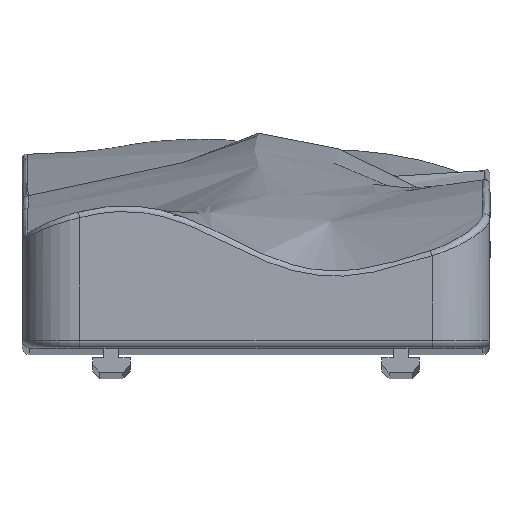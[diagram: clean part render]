
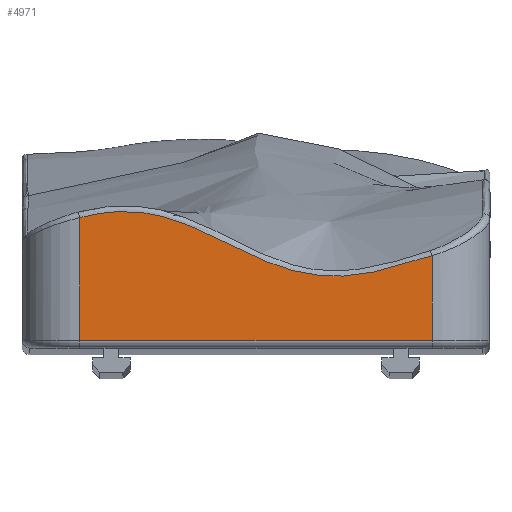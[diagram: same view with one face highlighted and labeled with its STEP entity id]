
A CAD part, top view. The second image highlights one B-rep face of the part: STEP entity #4971.
In plain terms, the highlighted planar face has unit normal (0, 0, 1).
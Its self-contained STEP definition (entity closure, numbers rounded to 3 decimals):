
#20 = CARTESIAN_POINT ( 'NONE',  ( -7.7, 50.85, 1000. ) ) ;
#67 = LINE ( 'NONE', #3405, #2915 ) ;
#85 = CARTESIAN_POINT ( 'NONE',  ( -121.38, 113.904, 1000. ) ) ;
#131 = DIRECTION ( 'NONE',  ( 0., 1., 0. ) ) ;
#243 = ORIENTED_EDGE ( 'NONE', *, *, #2313, .T. ) ;
#336 = CARTESIAN_POINT ( 'NONE',  ( 20.912, 39.704, 1000. ) ) ;
#369 = CARTESIAN_POINT ( 'NONE',  ( 12.338, 42.256, 1000. ) ) ;
#378 = VERTEX_POINT ( 'NONE', #2395 ) ;
#518 = CARTESIAN_POINT ( 'NONE',  ( -71.614, 70.858, 1000. ) ) ;
#551 = CARTESIAN_POINT ( 'NONE',  ( -56.538, 69.944, 1000. ) ) ;
#684 = VERTEX_POINT ( 'NONE', #4936 ) ;
#764 = CARTESIAN_POINT ( 'NONE',  ( 91.38, 4., 1000. ) ) ;
#802 = CARTESIAN_POINT ( 'NONE',  ( 29.606, 37.92, 1000. ) ) ;
#838 = CARTESIAN_POINT ( 'NONE',  ( 91.38, 47.955, 1000. ) ) ;
#877 = FACE_OUTER_BOUND ( 'NONE', #4000, .T. ) ;
#929 = EDGE_CURVE ( 'NONE', #2617, #2495, #1264, .T. ) ;
#933 = CARTESIAN_POINT ( 'NONE',  ( -59.559, 70.35, 1000. ) ) ;
#992 = CARTESIAN_POINT ( 'NONE',  ( -36.424, 64.385, 1000. ) ) ;
#1133 = ORIENTED_EDGE ( 'NONE', *, *, #5553, .T. ) ;
#1264 = LINE ( 'NONE', #2695, #4357 ) ;
#1273 = CARTESIAN_POINT ( 'NONE',  ( 47.268, 37.463, 1000. ) ) ;
#1340 = CARTESIAN_POINT ( 'NONE',  ( 61.011, 39.344, 1000. ) ) ;
#1488 = CARTESIAN_POINT ( 'NONE',  ( -63.594, 70.72, 1000. ) ) ;
#1518 = CARTESIAN_POINT ( 'NONE',  ( -91.38, 67.662, 1000. ) ) ;
#1735 = CARTESIAN_POINT ( 'NONE',  ( 55.164, 38.35, 1000. ) ) ;
#1767 = CARTESIAN_POINT ( 'NONE',  ( 37.411, 37.213, 1000. ) ) ;
#1894 = CARTESIAN_POINT ( 'NONE',  ( -60.57, 70.458, 1000. ) ) ;
#1922 = CARTESIAN_POINT ( 'NONE',  ( -29.128, 61.304, 1000. ) ) ;
#2148 = ORIENTED_EDGE ( 'NONE', *, *, #5809, .T. ) ;
#2244 = ORIENTED_EDGE ( 'NONE', *, *, #929, .T. ) ;
#2313 = EDGE_CURVE ( 'NONE', #378, #2617, #5273, .T. ) ;
#2334 = B_SPLINE_CURVE_WITH_KNOTS ( 'NONE', 3,
 ( #838, #4111, #5114, #6019, #3240, #3641, #1340, #1735, #2806, #2739, #5546, #1273, #5077, #3173, #1767, #802, #4716, #336, #3675, #3205, #4650, #5149, #369, #5614, #5765, #5829, #20, #2894, #2451, #5270, #1922, #992, #4832, #3299, #2925, #551, #4330, #933, #1894, #1488, #5212, #518, #3802, #5735, #3830, #1518 ),
 .UNSPECIFIED., .F., .F.,
 ( 4, 2, 2, 2, 2, 2, 2, 2, 2, 2, 2, 2, 2, 2, 2, 2, 2, 2, 2, 2, 2, 2, 4 ),
 ( 0., 0.012, 0.024, 0.035, 0.041, 0.044, 0.047, 0.059, 0.071, 0.074, 0.077, 0.083, 0.095, 0.106, 0.118, 0.13, 0.142, 0.154, 0.157, 0.16, 0.166, 0.177, 0.189 ),
 .UNSPECIFIED. ) ;
#2395 = CARTESIAN_POINT ( 'NONE',  ( -91.38, 67.662, 1000. ) ) ;
#2451 = CARTESIAN_POINT ( 'NONE',  ( -18.381, 56.164, 1000. ) ) ;
#2495 = VERTEX_POINT ( 'NONE', #764 ) ;
#2617 = VERTEX_POINT ( 'NONE', #5403 ) ;
#2695 = CARTESIAN_POINT ( 'NONE',  ( -121.38, 4., 1000. ) ) ;
#2739 = CARTESIAN_POINT ( 'NONE',  ( 50.242, 37.727, 1000. ) ) ;
#2782 = DIRECTION ( 'NONE',  ( 0., 0., -1. ) ) ;
#2806 = CARTESIAN_POINT ( 'NONE',  ( 53.204, 38.066, 1000. ) ) ;
#2894 = CARTESIAN_POINT ( 'NONE',  ( -14.826, 54.379, 1000. ) ) ;
#2915 = VECTOR ( 'NONE', #131, 1000. ) ;
#2925 = CARTESIAN_POINT ( 'NONE',  ( -51.562, 69.112, 1000. ) ) ;
#2926 = PLANE ( 'NONE',  #3811 ) ;
#3173 = CARTESIAN_POINT ( 'NONE',  ( 41.339, 37.146, 1000. ) ) ;
#3205 = CARTESIAN_POINT ( 'NONE',  ( 18.029, 40.473, 1000. ) ) ;
#3240 = CARTESIAN_POINT ( 'NONE',  ( 72.508, 42.13, 1000. ) ) ;
#3299 = CARTESIAN_POINT ( 'NONE',  ( -47.695, 68.149, 1000. ) ) ;
#3405 = CARTESIAN_POINT ( 'NONE',  ( 91.38, 113.904, 1000. ) ) ;
#3423 = DIRECTION ( 'NONE',  ( -1., 0., 0. ) ) ;
#3641 = CARTESIAN_POINT ( 'NONE',  ( 64.863, 40.194, 1000. ) ) ;
#3675 = CARTESIAN_POINT ( 'NONE',  ( 19.95, 39.95, 1000. ) ) ;
#3802 = CARTESIAN_POINT ( 'NONE',  ( -75.596, 70.576, 1000. ) ) ;
#3811 = AXIS2_PLACEMENT_3D ( 'NONE', #85, #2782, #3423 ) ;
#3830 = CARTESIAN_POINT ( 'NONE',  ( -87.457, 68.678, 1000. ) ) ;
#3956 = CARTESIAN_POINT ( 'NONE',  ( -91.38, 113.904, 1000. ) ) ;
#4000 = EDGE_LOOP ( 'NONE', ( #243, #2244, #2148, #1133 ) ) ;
#4070 = DIRECTION ( 'NONE',  ( 1., 0., 0. ) ) ;
#4111 = CARTESIAN_POINT ( 'NONE',  ( 87.623, 46.721, 1000. ) ) ;
#4330 = CARTESIAN_POINT ( 'NONE',  ( -57.54, 70.092, 1000. ) ) ;
#4357 = VECTOR ( 'NONE', #4070, 1000. ) ;
#4395 = DIRECTION ( 'NONE',  ( 0., -1., 0. ) ) ;
#4650 = CARTESIAN_POINT ( 'NONE',  ( 17.072, 40.75, 1000. ) ) ;
#4716 = CARTESIAN_POINT ( 'NONE',  ( 25.728, 38.561, 1000. ) ) ;
#4832 = CARTESIAN_POINT ( 'NONE',  ( -40.125, 65.786, 1000. ) ) ;
#4936 = CARTESIAN_POINT ( 'NONE',  ( 91.38, 47.955, 1000. ) ) ;
#4971 = ADVANCED_FACE ( 'NONE', ( #877 ), #2926, .F. ) ;
#5077 = CARTESIAN_POINT ( 'NONE',  ( 46.279, 37.396, 1000. ) ) ;
#5114 = CARTESIAN_POINT ( 'NONE',  ( 83.86, 45.509, 1000. ) ) ;
#5149 = CARTESIAN_POINT ( 'NONE',  ( 14.219, 41.621, 1000. ) ) ;
#5212 = CARTESIAN_POINT ( 'NONE',  ( -65.604, 70.813, 1000. ) ) ;
#5270 = CARTESIAN_POINT ( 'NONE',  ( -25.533, 59.625, 1000. ) ) ;
#5273 = LINE ( 'NONE', #3956, #5358 ) ;
#5358 = VECTOR ( 'NONE', #4395, 1000. ) ;
#5403 = CARTESIAN_POINT ( 'NONE',  ( -91.38, 4., 1000. ) ) ;
#5546 = CARTESIAN_POINT ( 'NONE',  ( 49.25, 37.628, 1000. ) ) ;
#5553 = EDGE_CURVE ( 'NONE', #684, #378, #2334, .T. ) ;
#5614 = CARTESIAN_POINT ( 'NONE',  ( 6.751, 44.293, 1000. ) ) ;
#5735 = CARTESIAN_POINT ( 'NONE',  ( -83.517, 69.485, 1000. ) ) ;
#5765 = CARTESIAN_POINT ( 'NONE',  ( 3.096, 45.828, 1000. ) ) ;
#5809 = EDGE_CURVE ( 'NONE', #2495, #684, #67, .T. ) ;
#5829 = CARTESIAN_POINT ( 'NONE',  ( -4.129, 49.106, 1000. ) ) ;
#6019 = CARTESIAN_POINT ( 'NONE',  ( 76.302, 43.214, 1000. ) ) ;
